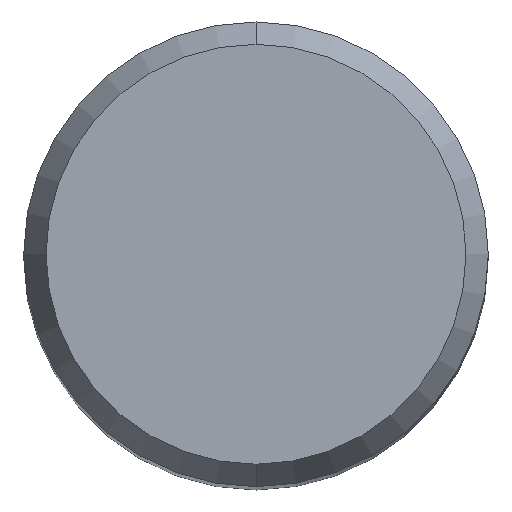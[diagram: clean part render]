
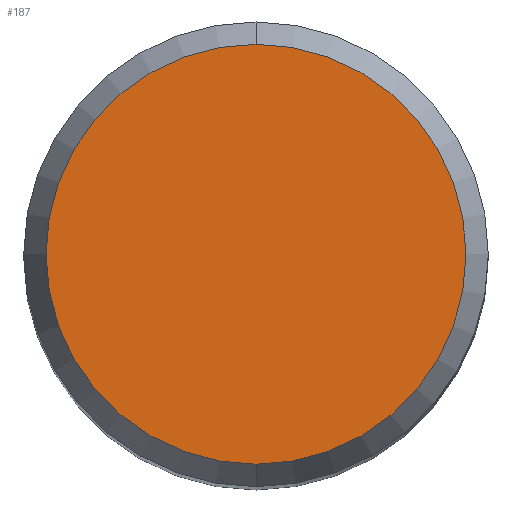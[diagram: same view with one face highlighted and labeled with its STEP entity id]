
A CAD part, top view. The second image highlights one B-rep face of the part: STEP entity #187.
In plain terms, the highlighted planar face has unit normal (0, 0, 1).
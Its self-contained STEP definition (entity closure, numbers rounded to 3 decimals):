
#171=VERTEX_POINT('',#330);
#187=ADVANCED_FACE('',(#349),#350,.T.);
#193=VERTEX_POINT('',#356);
#195=EDGE_CURVE('',#171,#193,#358,.T.);
#219=EDGE_CURVE('',#193,#171,#383,.T.);
#330=CARTESIAN_POINT('',(0.,-4.304,0.));
#349=FACE_OUTER_BOUND('',#538,.T.);
#350=PLANE('',#539);
#356=CARTESIAN_POINT('',(0.0,4.304,0.));
#358=CIRCLE('',#549,4.304);
#383=CIRCLE('',#583,4.304);
#538=EDGE_LOOP('',(#727,#728));
#539=AXIS2_PLACEMENT_3D('',#729,#730,#731);
#549=AXIS2_PLACEMENT_3D('',#735,#736,#737);
#583=AXIS2_PLACEMENT_3D('',#758,#759,#760);
#727=ORIENTED_EDGE('',*,*,#219,.F.);
#728=ORIENTED_EDGE('',*,*,#195,.F.);
#729=CARTESIAN_POINT('',(0.0,2.152,0.));
#730=DIRECTION('',(-0.0,0.0,1.0));
#731=DIRECTION('',(0.0,-1.0,0.0));
#735=CARTESIAN_POINT('',(0.0,0.0,0.));
#736=DIRECTION('',(0.0,0.0,-1.0));
#737=DIRECTION('',(0.0,1.0,0.0));
#758=CARTESIAN_POINT('',(0.0,0.0,0.));
#759=DIRECTION('',(0.0,0.0,-1.0));
#760=DIRECTION('',(0.0,1.0,0.0));
